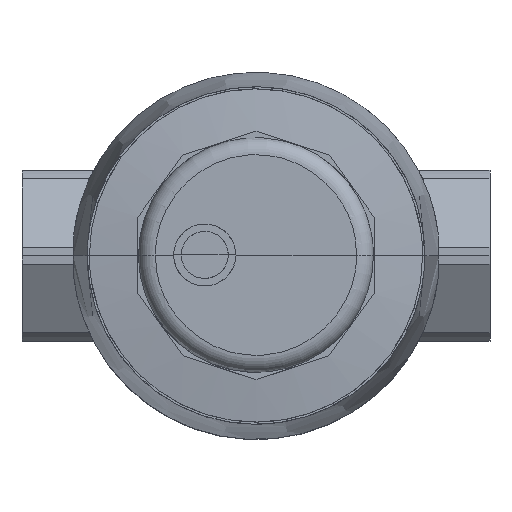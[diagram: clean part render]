
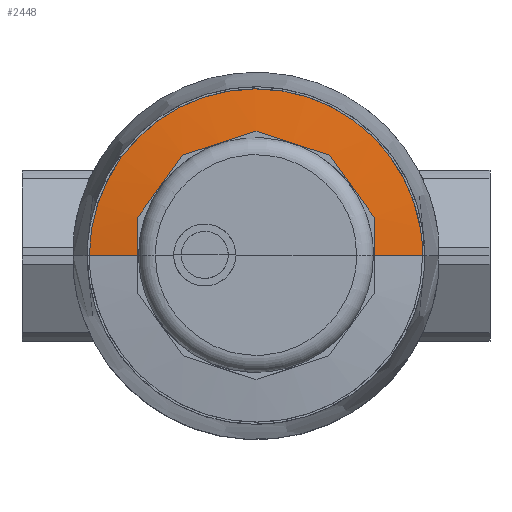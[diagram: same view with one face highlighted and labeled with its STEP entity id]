
A CAD part, top view. The second image highlights one B-rep face of the part: STEP entity #2448.
In plain terms, the highlighted spherical face has radius 256.892 mm.
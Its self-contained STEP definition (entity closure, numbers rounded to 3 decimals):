
#2246=CARTESIAN_POINT('Vertex',(38.993,0.,65.881)) ;
#2248=CARTESIAN_POINT('Vertex',(-38.993,0.,65.881)) ;
#2252=CARTESIAN_POINT('Control Point',(27.632,0.,67.367)) ;
#2253=CARTESIAN_POINT('Control Point',(31.43,0.,66.957)) ;
#2254=CARTESIAN_POINT('Control Point',(35.218,0.,66.461)) ;
#2255=CARTESIAN_POINT('Control Point',(38.993,0.,65.881)) ;
#2256=CARTESIAN_POINT('Vertex',(27.632,0.,67.367)) ;
#2326=CARTESIAN_POINT('Vertex',(-27.632,0.,67.367)) ;
#2330=CARTESIAN_POINT('Control Point',(-38.993,0.,65.881)) ;
#2331=CARTESIAN_POINT('Control Point',(-35.218,0.,66.461)) ;
#2332=CARTESIAN_POINT('Control Point',(-31.43,0.,66.957)) ;
#2333=CARTESIAN_POINT('Control Point',(-27.632,0.,67.367)) ;
#2347=CARTESIAN_POINT('Axis2P3D Location',(0.,0.,-188.034)) ;
#2353=CARTESIAN_POINT('Control Point',(-38.993,0.,65.881)) ;
#2354=CARTESIAN_POINT('Control Point',(-38.993,6.125,65.881)) ;
#2355=CARTESIAN_POINT('Control Point',(-37.79,12.25,65.881)) ;
#2356=CARTESIAN_POINT('Control Point',(-35.384,18.06,65.881)) ;
#2357=CARTESIAN_POINT('Control Point',(-28.423,28.423,65.881)) ;
#2358=CARTESIAN_POINT('Control Point',(-18.06,35.384,65.881)) ;
#2359=CARTESIAN_POINT('Control Point',(-12.25,37.79,65.881)) ;
#2360=CARTESIAN_POINT('Control Point',(0.,40.196,65.881)) ;
#2361=CARTESIAN_POINT('Control Point',(12.25,37.79,65.881)) ;
#2362=CARTESIAN_POINT('Control Point',(18.06,35.384,65.881)) ;
#2363=CARTESIAN_POINT('Control Point',(28.423,28.423,65.881)) ;
#2364=CARTESIAN_POINT('Control Point',(35.384,18.06,65.881)) ;
#2365=CARTESIAN_POINT('Control Point',(37.79,12.25,65.881)) ;
#2366=CARTESIAN_POINT('Control Point',(38.993,6.125,65.881)) ;
#2367=CARTESIAN_POINT('Control Point',(38.993,0.,65.881)) ;
#2370=CARTESIAN_POINT('Control Point',(-27.632,8.978,67.209)) ;
#2371=CARTESIAN_POINT('Control Point',(-27.632,6.735,67.288)) ;
#2372=CARTESIAN_POINT('Control Point',(-27.639,4.484,67.34)) ;
#2373=CARTESIAN_POINT('Control Point',(-27.632,2.245,67.367)) ;
#2374=CARTESIAN_POINT('Control Point',(-27.632,0.,67.367)) ;
#2375=CARTESIAN_POINT('Vertex',(-27.632,8.978,67.209)) ;
#2379=CARTESIAN_POINT('Control Point',(-17.078,23.506,67.209)) ;
#2380=CARTESIAN_POINT('Control Point',(-17.815,22.491,67.254)) ;
#2381=CARTESIAN_POINT('Control Point',(-18.554,21.474,67.29)) ;
#2382=CARTESIAN_POINT('Control Point',(-19.292,20.46,67.319)) ;
#2383=CARTESIAN_POINT('Control Point',(-21.4,17.55,67.379)) ;
#2384=CARTESIAN_POINT('Control Point',(-23.518,14.657,67.375)) ;
#2385=CARTESIAN_POINT('Control Point',(-24.892,12.771,67.346)) ;
#2386=CARTESIAN_POINT('Control Point',(-26.26,10.867,67.292)) ;
#2387=CARTESIAN_POINT('Control Point',(-27.632,8.978,67.209)) ;
#2388=CARTESIAN_POINT('Vertex',(-17.078,23.506,67.209)) ;
#2392=CARTESIAN_POINT('Control Point',(0.,29.054,67.209)) ;
#2393=CARTESIAN_POINT('Control Point',(-1.193,28.667,67.254)) ;
#2394=CARTESIAN_POINT('Control Point',(-2.389,28.279,67.29)) ;
#2395=CARTESIAN_POINT('Control Point',(-3.581,27.892,67.319)) ;
#2396=CARTESIAN_POINT('Control Point',(-6.997,26.776,67.379)) ;
#2397=CARTESIAN_POINT('Control Point',(-10.411,25.681,67.375)) ;
#2398=CARTESIAN_POINT('Control Point',(-12.631,24.963,67.346)) ;
#2399=CARTESIAN_POINT('Control Point',(-14.858,24.227,67.292)) ;
#2400=CARTESIAN_POINT('Control Point',(-17.078,23.506,67.209)) ;
#2401=CARTESIAN_POINT('Vertex',(0.,29.054,67.209)) ;
#2405=CARTESIAN_POINT('Control Point',(17.078,23.506,67.209)) ;
#2406=CARTESIAN_POINT('Control Point',(15.885,23.893,67.254)) ;
#2407=CARTESIAN_POINT('Control Point',(14.689,24.282,67.29)) ;
#2408=CARTESIAN_POINT('Control Point',(13.497,24.67,67.319)) ;
#2409=CARTESIAN_POINT('Control Point',(10.078,25.776,67.379)) ;
#2410=CARTESIAN_POINT('Control Point',(6.673,26.896,67.375)) ;
#2411=CARTESIAN_POINT('Control Point',(4.454,27.62,67.346)) ;
#2412=CARTESIAN_POINT('Control Point',(2.22,28.333,67.292)) ;
#2413=CARTESIAN_POINT('Control Point',(0.,29.054,67.209)) ;
#2414=CARTESIAN_POINT('Vertex',(17.078,23.506,67.209)) ;
#2418=CARTESIAN_POINT('Control Point',(27.632,8.978,67.209)) ;
#2419=CARTESIAN_POINT('Control Point',(26.895,9.993,67.254)) ;
#2420=CARTESIAN_POINT('Control Point',(26.157,11.01,67.29)) ;
#2421=CARTESIAN_POINT('Control Point',(25.421,12.025,67.319)) ;
#2422=CARTESIAN_POINT('Control Point',(23.303,14.929,67.379)) ;
#2423=CARTESIAN_POINT('Control Point',(21.207,17.837,67.375)) ;
#2424=CARTESIAN_POINT('Control Point',(19.838,19.727,67.346)) ;
#2425=CARTESIAN_POINT('Control Point',(18.45,21.617,67.292)) ;
#2426=CARTESIAN_POINT('Control Point',(17.078,23.506,67.209)) ;
#2427=CARTESIAN_POINT('Vertex',(27.632,8.978,67.209)) ;
#2431=CARTESIAN_POINT('Control Point',(27.632,0.,67.367)) ;
#2432=CARTESIAN_POINT('Control Point',(27.632,2.245,67.367)) ;
#2433=CARTESIAN_POINT('Control Point',(27.639,4.484,67.34)) ;
#2434=CARTESIAN_POINT('Control Point',(27.632,6.735,67.288)) ;
#2435=CARTESIAN_POINT('Control Point',(27.632,8.978,67.209)) ;
#2348=DIRECTION('Axis2P3D Direction',(0.,0.,1.)) ;
#2349=DIRECTION('Axis2P3D XDirection',(1.,0.,0.)) ;
#2350=AXIS2_PLACEMENT_3D('Sphere Axis2P3D',#2347,#2348,#2349) ;
#2351=SPHERICAL_SURFACE('',#2350,256.892) ;
#2258=EDGE_CURVE('',#2257,#2247,#2251,.T.) ;
#2334=EDGE_CURVE('',#2249,#2327,#2329,.T.) ;
#2368=EDGE_CURVE('',#2249,#2247,#2352,.T.) ;
#2377=EDGE_CURVE('',#2376,#2327,#2369,.T.) ;
#2390=EDGE_CURVE('',#2389,#2376,#2378,.T.) ;
#2403=EDGE_CURVE('',#2402,#2389,#2391,.T.) ;
#2416=EDGE_CURVE('',#2415,#2402,#2404,.T.) ;
#2429=EDGE_CURVE('',#2428,#2415,#2417,.T.) ;
#2436=EDGE_CURVE('',#2257,#2428,#2430,.T.) ;
#2438=ORIENTED_EDGE('',*,*,#2368,.F.) ;
#2439=ORIENTED_EDGE('',*,*,#2334,.T.) ;
#2440=ORIENTED_EDGE('',*,*,#2377,.F.) ;
#2441=ORIENTED_EDGE('',*,*,#2390,.F.) ;
#2442=ORIENTED_EDGE('',*,*,#2403,.F.) ;
#2443=ORIENTED_EDGE('',*,*,#2416,.F.) ;
#2444=ORIENTED_EDGE('',*,*,#2429,.F.) ;
#2445=ORIENTED_EDGE('',*,*,#2436,.F.) ;
#2446=ORIENTED_EDGE('',*,*,#2258,.T.) ;
#2437=EDGE_LOOP('',(#2438,#2439,#2440,#2441,#2442,#2443,#2444,#2445,#2446)) ;
#2247=VERTEX_POINT('',#2246) ;
#2249=VERTEX_POINT('',#2248) ;
#2257=VERTEX_POINT('',#2256) ;
#2327=VERTEX_POINT('',#2326) ;
#2376=VERTEX_POINT('',#2375) ;
#2389=VERTEX_POINT('',#2388) ;
#2402=VERTEX_POINT('',#2401) ;
#2415=VERTEX_POINT('',#2414) ;
#2428=VERTEX_POINT('',#2427) ;
#2448=ADVANCED_FACE('Solid1',(#2447),#2351,.T.) ;
#2251=B_SPLINE_CURVE_WITH_KNOTS('',3,(#2252,#2253,#2254,#2255),.UNSPECIFIED.,.F.,.U.,(4,4),(-0.045,0.),.UNSPECIFIED.) ;
#2329=B_SPLINE_CURVE_WITH_KNOTS('',3,(#2330,#2331,#2332,#2333),.UNSPECIFIED.,.F.,.U.,(4,4),(-0.045,0.),.UNSPECIFIED.) ;
#2352=B_SPLINE_CURVE_WITH_KNOTS('',5,(#2353,#2354,#2355,#2356,#2357,#2358,#2359,#2360,#2361,#2362,#2363,#2364,#2365,#2366,#2367),.UNSPECIFIED.,.F.,.U.,(6,3,3,3,6),(-3.142,-2.356,-1.571,-0.785,0.),.UNSPECIFIED.) ;
#2369=B_SPLINE_CURVE_WITH_KNOTS('',4,(#2370,#2371,#2372,#2373,#2374),.UNSPECIFIED.,.F.,.U.,(5,5),(-0.035,0.),.UNSPECIFIED.) ;
#2378=B_SPLINE_CURVE_WITH_KNOTS('',5,(#2379,#2380,#2381,#2382,#2383,#2384,#2385,#2386,#2387),.UNSPECIFIED.,.F.,.U.,(6,3,6),(-0.07,-0.046,0.),.UNSPECIFIED.) ;
#2391=B_SPLINE_CURVE_WITH_KNOTS('',5,(#2392,#2393,#2394,#2395,#2396,#2397,#2398,#2399,#2400),.UNSPECIFIED.,.F.,.U.,(6,3,6),(-0.07,-0.046,0.),.UNSPECIFIED.) ;
#2404=B_SPLINE_CURVE_WITH_KNOTS('',5,(#2405,#2406,#2407,#2408,#2409,#2410,#2411,#2412,#2413),.UNSPECIFIED.,.F.,.U.,(6,3,6),(-0.07,-0.046,0.),.UNSPECIFIED.) ;
#2417=B_SPLINE_CURVE_WITH_KNOTS('',5,(#2418,#2419,#2420,#2421,#2422,#2423,#2424,#2425,#2426),.UNSPECIFIED.,.F.,.U.,(6,3,6),(-0.07,-0.046,0.),.UNSPECIFIED.) ;
#2430=B_SPLINE_CURVE_WITH_KNOTS('',4,(#2431,#2432,#2433,#2434,#2435),.UNSPECIFIED.,.F.,.U.,(5,5),(-0.035,0.),.UNSPECIFIED.) ;
#2447=FACE_OUTER_BOUND('',#2437,.T.) ;
